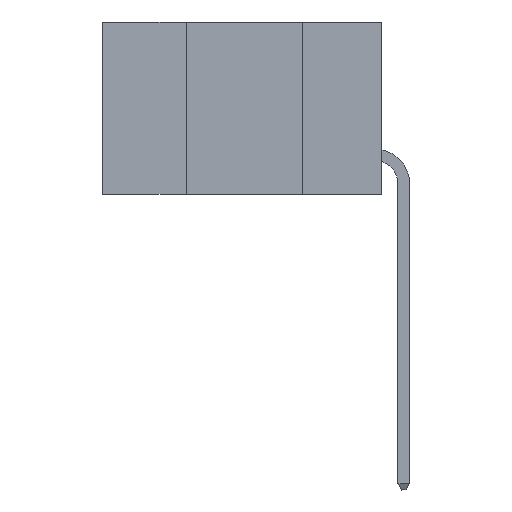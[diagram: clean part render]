
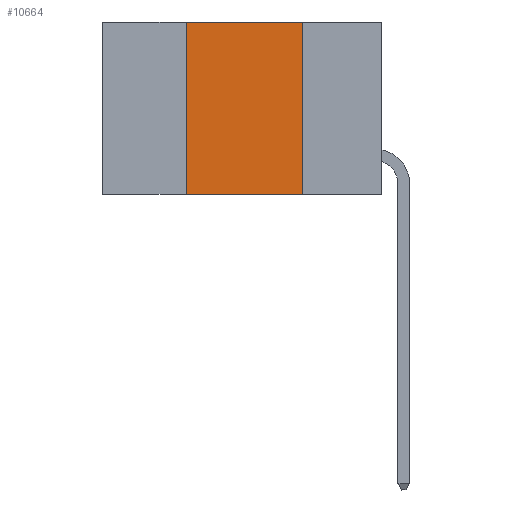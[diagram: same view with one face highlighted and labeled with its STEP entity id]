
A CAD part, left-side view. The second image highlights one B-rep face of the part: STEP entity #10664.
In plain terms, the highlighted planar face has unit normal (-1, 0, 0).
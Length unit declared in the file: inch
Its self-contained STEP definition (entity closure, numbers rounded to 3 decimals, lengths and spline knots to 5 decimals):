
#833 = DIRECTION ( 'NONE',  ( 0., -1., 0. ) ) ;
#1697 = LINE ( 'NONE', #7109, #11834 ) ;
#1994 = VERTEX_POINT ( 'NONE', #14125 ) ;
#2176 = LINE ( 'NONE', #7936, #5779 ) ;
#2982 = AXIS2_PLACEMENT_3D ( 'NONE', #7658, #11514, #15546 ) ;
#3716 = EDGE_CURVE ( 'NONE', #9678, #1994, #2176, .T. ) ;
#5779 = VECTOR ( 'NONE', #6571, 39.37008 ) ;
#5849 = LINE ( 'NONE', #7113, #10964 ) ;
#6252 = FACE_OUTER_BOUND ( 'NONE', #8595, .T. ) ;
#6571 = DIRECTION ( 'NONE',  ( 0., -1., 0. ) ) ;
#6728 = ORIENTED_EDGE ( 'NONE', *, *, #14641, .T. ) ;
#6992 = CARTESIAN_POINT ( 'NONE',  ( 0., 0.42, 0. ) ) ;
#7109 = CARTESIAN_POINT ( 'NONE',  ( 0., 0.6, -0.37 ) ) ;
#7113 = CARTESIAN_POINT ( 'NONE',  ( 0., 0.42, 0. ) ) ;
#7658 = CARTESIAN_POINT ( 'NONE',  ( 0., 0.6, 0. ) ) ;
#7936 = CARTESIAN_POINT ( 'NONE',  ( 0., 0.6, 0. ) ) ;
#8056 = EDGE_CURVE ( 'NONE', #11038, #9678, #5849, .T. ) ;
#8133 = ORIENTED_EDGE ( 'NONE', *, *, #3716, .F. ) ;
#8206 = VECTOR ( 'NONE', #14052, 39.37008 ) ;
#8401 = LINE ( 'NONE', #12607, #8206 ) ;
#8421 = ORIENTED_EDGE ( 'NONE', *, *, #12509, .F. ) ;
#8595 = EDGE_LOOP ( 'NONE', ( #8421, #8133, #12759, #6728 ) ) ;
#9109 = PLANE ( 'NONE',  #2982 ) ;
#9678 = VERTEX_POINT ( 'NONE', #6992 ) ;
#10324 = VERTEX_POINT ( 'NONE', #11324 ) ;
#10664 = ADVANCED_FACE ( 'NONE', ( #6252 ), #9109, .F. ) ;
#10964 = VECTOR ( 'NONE', #15145, 39.37008 ) ;
#11038 = VERTEX_POINT ( 'NONE', #14049 ) ;
#11324 = CARTESIAN_POINT ( 'NONE',  ( 0., 0.17, -0.37 ) ) ;
#11514 = DIRECTION ( 'NONE',  ( 1., 0., 0. ) ) ;
#11834 = VECTOR ( 'NONE', #833, 39.37008 ) ;
#12509 = EDGE_CURVE ( 'NONE', #1994, #10324, #8401, .T. ) ;
#12607 = CARTESIAN_POINT ( 'NONE',  ( 0., 0.17, 0. ) ) ;
#12759 = ORIENTED_EDGE ( 'NONE', *, *, #8056, .F. ) ;
#14049 = CARTESIAN_POINT ( 'NONE',  ( 0., 0.42, -0.37 ) ) ;
#14052 = DIRECTION ( 'NONE',  ( 0., 0., -1. ) ) ;
#14125 = CARTESIAN_POINT ( 'NONE',  ( 0., 0.17, 0. ) ) ;
#14641 = EDGE_CURVE ( 'NONE', #11038, #10324, #1697, .T. ) ;
#15145 = DIRECTION ( 'NONE',  ( 0., 0., 1. ) ) ;
#15546 = DIRECTION ( 'NONE',  ( 0., 0., -1. ) ) ;
